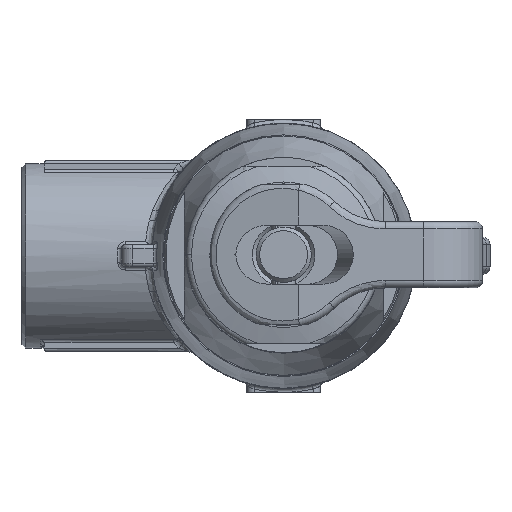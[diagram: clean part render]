
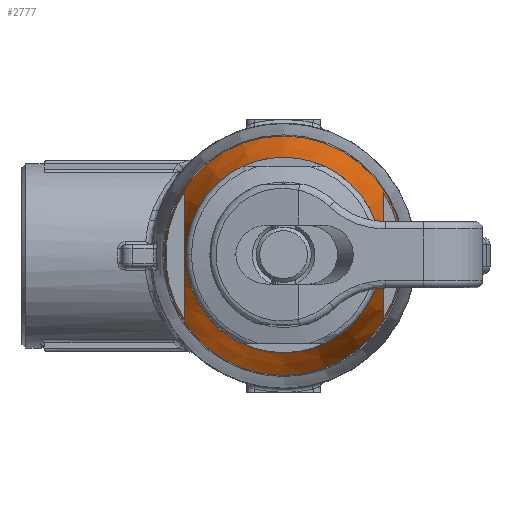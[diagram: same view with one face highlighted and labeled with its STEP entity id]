
A CAD part, top view. The second image highlights one B-rep face of the part: STEP entity #2777.
In plain terms, the highlighted conical face has half-angle 18 degrees and reference radius 16.25 mm.
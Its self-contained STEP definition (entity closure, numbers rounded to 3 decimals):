
#2613=CARTESIAN_POINT('',(0.,16.25,27.767));
#2614=VERTEX_POINT('',#2613);
#2621=CARTESIAN_POINT('',(0.,-16.25,27.767));
#2622=VERTEX_POINT('',#2621);
#2623=CARTESIAN_POINT('',(0.,-0.,27.767));
#2624=DIRECTION('',(0.,-0.,-1.));
#2625=DIRECTION('',(0.,1.,-0.));
#2626=AXIS2_PLACEMENT_3D('',#2623,#2624,#2625);
#2627=CIRCLE('',#2626,16.25);
#2628=EDGE_CURVE('NONE',#2614,#2622,#2627,.T.);
#2630=CARTESIAN_POINT('',(0.,-0.,27.767));
#2631=DIRECTION('',(0.,-0.,-1.));
#2632=DIRECTION('',(0.,1.,-0.));
#2633=AXIS2_PLACEMENT_3D('',#2630,#2631,#2632);
#2634=CIRCLE('',#2633,16.25);
#2635=EDGE_CURVE('NONE',#2622,#2614,#2634,.T.);
#2643=CARTESIAN_POINT('',(0.,0.,27.767));
#2644=DIRECTION('',(0.,-0.,-1.));
#2645=DIRECTION('',(0.,1.,-0.));
#2646=AXIS2_PLACEMENT_3D('',#2643,#2644,#2645);
#2647=CONICAL_SURFACE('',#2646,16.25,18.);
#2648=CARTESIAN_POINT('',(0.,13.25,37.));
#2649=VERTEX_POINT('',#2648);
#2650=CARTESIAN_POINT('',(0.,16.25,27.767));
#2651=DIRECTION('',(-0.,-0.309,0.951));
#2652=VECTOR('',#2651,9.708);
#2653=LINE('',#2650,#2652);
#2654=EDGE_CURVE('',#2614,#2649,#2653,.T.);
#2655=ORIENTED_EDGE('',*,*,#2654,.T.);
#2656=CARTESIAN_POINT('',(0.,-13.25,37.));
#2657=VERTEX_POINT('',#2656);
#2658=CARTESIAN_POINT('',(0.,0.,37.));
#2659=DIRECTION('',(0.,-0.,-1.));
#2660=DIRECTION('',(0.,1.,-0.));
#2661=AXIS2_PLACEMENT_3D('',#2658,#2659,#2660);
#2662=CIRCLE('',#2661,13.25);
#2663=EDGE_CURVE('NONE',#2649,#2657,#2662,.T.);
#2664=ORIENTED_EDGE('',*,*,#2663,.T.);
#2665=CARTESIAN_POINT('',(0.,0.,37.));
#2666=DIRECTION('',(0.,-0.,-1.));
#2667=DIRECTION('',(0.,1.,-0.));
#2668=AXIS2_PLACEMENT_3D('',#2665,#2666,#2667);
#2669=CIRCLE('',#2668,13.25);
#2670=EDGE_CURVE('NONE',#2657,#2649,#2669,.T.);
#2671=ORIENTED_EDGE('',*,*,#2670,.T.);
#2672=ORIENTED_EDGE('',*,*,#2654,.F.);
#2673=ORIENTED_EDGE('',*,*,#2635,.F.);
#2674=ORIENTED_EDGE('',*,*,#2628,.F.);
#2675=EDGE_LOOP('',(#2655,#2664,#2671,#2672,#2673,#2674));
#2676=FACE_BOUND('',#2675,.T.);
#2677=CARTESIAN_POINT('',(13.5,8.61,28.5));
#2678=VERTEX_POINT('',#2677);
#2679=CARTESIAN_POINT('',(13.5,-8.61,28.5));
#2680=VERTEX_POINT('',#2679);
#2681=CARTESIAN_POINT('',(0.,0.,28.5));
#2682=DIRECTION('',(0.,-0.,-1.));
#2683=DIRECTION('',(0.,1.,-0.));
#2684=AXIS2_PLACEMENT_3D('',#2681,#2682,#2683);
#2685=CIRCLE('',#2684,16.012);
#2686=EDGE_CURVE('NONE',#2678,#2680,#2685,.T.);
#2687=ORIENTED_EDGE('',*,*,#2686,.T.);
#2688=CARTESIAN_POINT('',(13.5,8.61,28.5));
#2689=CARTESIAN_POINT('',(13.5,8.096,29.35));
#2690=CARTESIAN_POINT('',(13.5,7.557,30.19));
#2691=CARTESIAN_POINT('',(13.5,6.401,31.824));
#2692=CARTESIAN_POINT('',(13.5,5.791,32.611));
#2693=CARTESIAN_POINT('',(13.5,4.786,33.708));
#2694=CARTESIAN_POINT('',(13.5,4.435,34.059));
#2695=CARTESIAN_POINT('',(13.5,3.876,34.555));
#2696=CARTESIAN_POINT('',(13.5,3.684,34.715));
#2697=CARTESIAN_POINT('',(13.5,3.285,35.022));
#2698=CARTESIAN_POINT('',(13.5,3.078,35.169));
#2699=CARTESIAN_POINT('',(13.5,2.438,35.578));
#2700=CARTESIAN_POINT('',(13.5,1.989,35.808));
#2701=CARTESIAN_POINT('',(13.5,1.268,36.054));
#2702=CARTESIAN_POINT('',(13.5,1.021,36.119));
#2703=CARTESIAN_POINT('',(13.5,0.525,36.206));
#2704=CARTESIAN_POINT('',(13.5,0.274,36.229));
#2705=CARTESIAN_POINT('',(13.5,-0.234,36.232));
#2706=CARTESIAN_POINT('',(13.5,-0.488,36.21));
#2707=CARTESIAN_POINT('',(13.5,-0.985,36.127));
#2708=CARTESIAN_POINT('',(13.5,-1.23,36.065));
#2709=CARTESIAN_POINT('',(13.5,-1.711,35.905));
#2710=CARTESIAN_POINT('',(13.5,-1.947,35.806));
#2711=CARTESIAN_POINT('',(13.5,-2.399,35.585));
#2712=CARTESIAN_POINT('',(13.5,-2.618,35.461));
#2713=CARTESIAN_POINT('',(13.5,-3.256,35.059));
#2714=CARTESIAN_POINT('',(13.5,-3.659,34.746));
#2715=CARTESIAN_POINT('',(13.5,-4.413,34.081));
#2716=CARTESIAN_POINT('',(13.5,-4.766,33.728));
#2717=CARTESIAN_POINT('',(13.5,-5.779,32.626));
#2718=CARTESIAN_POINT('',(13.5,-6.392,31.836));
#2719=CARTESIAN_POINT('',(13.5,-7.552,30.198));
#2720=CARTESIAN_POINT('',(13.5,-8.094,29.354));
#2721=CARTESIAN_POINT('',(13.5,-8.61,28.5));
#2722=B_SPLINE_CURVE_WITH_KNOTS('',3,(#2688,#2689,#2690,#2691,#2692,#2693,#2694,#2695,#2696,#2697,#2698,#2699,#2700,#2701,#2702,#2703,#2704,#2705,#2706,#2707,#2708,#2709,#2710,#2711,#2712,#2713,
#2714,#2715,#2716,#2717,#2718,#2719,#2720,#2721),.UNSPECIFIED.,.F.,.F.,(4,2,2,2,2,2,2,2,2,2,2,2,2,2,2,2,4),(0.021,0.024,0.026,0.028,0.029,0.029,0.031,0.032,0.032,0.033,0.034,0.035,0.035,0.037,0.038,0.041,0.044),.UNSPECIFIED.);
#2723=EDGE_CURVE('NONE',#2678,#2680,#2722,.T.);
#2724=ORIENTED_EDGE('',*,*,#2723,.F.);
#2725=EDGE_LOOP('',(#2687,#2724));
#2726=FACE_BOUND('',#2725,.T.);
#2727=CARTESIAN_POINT('',(-13.5,8.61,28.5));
#2728=VERTEX_POINT('',#2727);
#2729=CARTESIAN_POINT('',(-13.5,-8.61,28.5));
#2730=VERTEX_POINT('',#2729);
#2731=CARTESIAN_POINT('',(0.,0.,28.5));
#2732=DIRECTION('',(-0.,0.,1.));
#2733=DIRECTION('',(0.,1.,-0.));
#2734=AXIS2_PLACEMENT_3D('',#2731,#2732,#2733);
#2735=CIRCLE('',#2734,16.012);
#2736=EDGE_CURVE('NONE',#2728,#2730,#2735,.T.);
#2737=ORIENTED_EDGE('',*,*,#2736,.F.);
#2738=CARTESIAN_POINT('',(-13.5,-8.61,28.5));
#2739=CARTESIAN_POINT('',(-13.5,-8.094,29.354));
#2740=CARTESIAN_POINT('',(-13.5,-7.552,30.198));
#2741=CARTESIAN_POINT('',(-13.5,-6.392,31.836));
#2742=CARTESIAN_POINT('',(-13.5,-5.779,32.626));
#2743=CARTESIAN_POINT('',(-13.5,-4.766,33.728));
#2744=CARTESIAN_POINT('',(-13.5,-4.413,34.081));
#2745=CARTESIAN_POINT('',(-13.5,-3.659,34.746));
#2746=CARTESIAN_POINT('',(-13.5,-3.256,35.059));
#2747=CARTESIAN_POINT('',(-13.5,-2.618,35.461));
#2748=CARTESIAN_POINT('',(-13.5,-2.399,35.585));
#2749=CARTESIAN_POINT('',(-13.5,-1.947,35.806));
#2750=CARTESIAN_POINT('',(-13.5,-1.711,35.905));
#2751=CARTESIAN_POINT('',(-13.5,-1.23,36.065));
#2752=CARTESIAN_POINT('',(-13.5,-0.985,36.127));
#2753=CARTESIAN_POINT('',(-13.5,-0.488,36.21));
#2754=CARTESIAN_POINT('',(-13.5,-0.234,36.232));
#2755=CARTESIAN_POINT('',(-13.5,0.274,36.229));
#2756=CARTESIAN_POINT('',(-13.5,0.525,36.206));
#2757=CARTESIAN_POINT('',(-13.5,1.021,36.119));
#2758=CARTESIAN_POINT('',(-13.5,1.268,36.054));
#2759=CARTESIAN_POINT('',(-13.5,1.989,35.808));
#2760=CARTESIAN_POINT('',(-13.5,2.438,35.578));
#2761=CARTESIAN_POINT('',(-13.5,3.078,35.169));
#2762=CARTESIAN_POINT('',(-13.5,3.285,35.022));
#2763=CARTESIAN_POINT('',(-13.5,3.684,34.715));
#2764=CARTESIAN_POINT('',(-13.5,3.876,34.555));
#2765=CARTESIAN_POINT('',(-13.5,4.435,34.059));
#2766=CARTESIAN_POINT('',(-13.5,4.786,33.708));
#2767=CARTESIAN_POINT('',(-13.5,5.791,32.611));
#2768=CARTESIAN_POINT('',(-13.5,6.401,31.824));
#2769=CARTESIAN_POINT('',(-13.5,7.557,30.19));
#2770=CARTESIAN_POINT('',(-13.5,8.096,29.35));
#2771=CARTESIAN_POINT('',(-13.5,8.61,28.5));
#2772=B_SPLINE_CURVE_WITH_KNOTS('',3,(#2738,#2739,#2740,#2741,#2742,#2743,#2744,#2745,#2746,#2747,#2748,#2749,#2750,#2751,#2752,#2753,#2754,#2755,#2756,#2757,#2758,#2759,#2760,#2761,#2762,#2763,
#2764,#2765,#2766,#2767,#2768,#2769,#2770,#2771),.UNSPECIFIED.,.F.,.F.,(4,2,2,2,2,2,2,2,2,2,2,2,2,2,2,2,4),(0.022,0.025,0.028,0.029,0.031,0.032,0.032,0.033,0.034,0.035,0.035,0.037,0.037,0.038,0.04,0.043,0.046),.UNSPECIFIED.);
#2773=EDGE_CURVE('NONE',#2730,#2728,#2772,.T.);
#2774=ORIENTED_EDGE('',*,*,#2773,.F.);
#2775=EDGE_LOOP('',(#2737,#2774));
#2776=FACE_BOUND('',#2775,.T.);
#2777=ADVANCED_FACE('NONE',(#2676,#2726,#2776),#2647,.T.);
